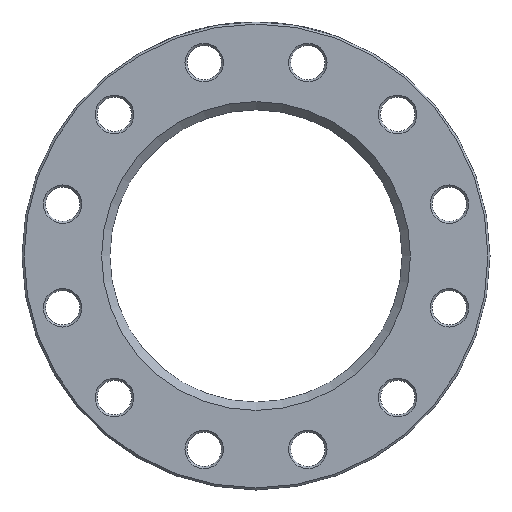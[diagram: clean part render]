
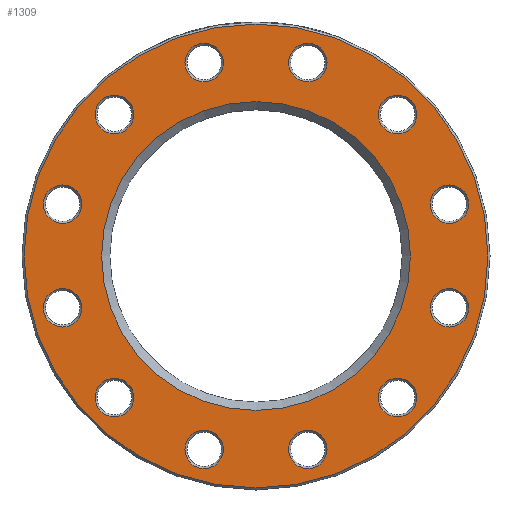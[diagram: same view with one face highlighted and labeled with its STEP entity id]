
A CAD part, left-side view. The second image highlights one B-rep face of the part: STEP entity #1309.
In plain terms, the highlighted planar face has unit normal (-1, 0, 0).
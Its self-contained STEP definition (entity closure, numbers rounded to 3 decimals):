
#7 = CARTESIAN_POINT ( 'NONE',  ( 0., 49.823, 167.441 ) ) ;
#97 = AXIS2_PLACEMENT_3D ( 'NONE', #2573, #3052, #1617 ) ;
#157 = FACE_BOUND ( 'NONE', #930, .T. ) ;
#188 = FACE_BOUND ( 'NONE', #4674, .T. ) ;
#213 = EDGE_CURVE ( 'NONE', #4428, #4428, #4415, .T. ) ;
#227 = EDGE_CURVE ( 'NONE', #5421, #5421, #5809, .T. ) ;
#241 = EDGE_LOOP ( 'NONE', ( #4526 ) ) ;
#256 = CIRCLE ( 'NONE', #1067, 18.5 ) ;
#262 = AXIS2_PLACEMENT_3D ( 'NONE', #838, #1214, #2759 ) ;
#282 = AXIS2_PLACEMENT_3D ( 'NONE', #4838, #2923, #553 ) ;
#320 = VERTEX_POINT ( 'NONE', #1170 ) ;
#324 = CIRCLE ( 'NONE', #3547, 18.5 ) ;
#374 = DIRECTION ( 'NONE',  ( 1., 0., 0. ) ) ;
#382 = VERTEX_POINT ( 'NONE', #883 ) ;
#406 = DIRECTION ( 'NONE',  ( 1., 0., 0. ) ) ;
#439 = DIRECTION ( 'NONE',  ( 0., 0., -1. ) ) ;
#524 = CIRCLE ( 'NONE', #2230, 18.5 ) ;
#553 = DIRECTION ( 'NONE',  ( 0., 0., -1. ) ) ;
#563 = AXIS2_PLACEMENT_3D ( 'NONE', #783, #4654, #6120 ) ;
#565 = FACE_BOUND ( 'NONE', #5394, .T. ) ;
#596 = AXIS2_PLACEMENT_3D ( 'NONE', #916, #2774, #1315 ) ;
#599 = FACE_BOUND ( 'NONE', #3778, .T. ) ;
#622 = CARTESIAN_POINT ( 'NONE',  ( 0., 136.118, -136.118 ) ) ;
#704 = CARTESIAN_POINT ( 'NONE',  ( 0., -49.823, 167.441 ) ) ;
#756 = DIRECTION ( 'NONE',  ( 1., 0., 0. ) ) ;
#762 = VERTEX_POINT ( 'NONE', #4095 ) ;
#783 = CARTESIAN_POINT ( 'NONE',  ( 0., -49.823, -185.941 ) ) ;
#823 = CARTESIAN_POINT ( 'NONE',  ( 0., 49.823, -204.441 ) ) ;
#838 = CARTESIAN_POINT ( 'NONE',  ( 0., 136.118, 136.118 ) ) ;
#850 = CARTESIAN_POINT ( 'NONE',  ( 0., 136.118, 117.618 ) ) ;
#873 = CARTESIAN_POINT ( 'NONE',  ( 0., -185.941, 49.823 ) ) ;
#883 = CARTESIAN_POINT ( 'NONE',  ( 0., 0., -148.5 ) ) ;
#916 = CARTESIAN_POINT ( 'NONE',  ( 0., 0., 0. ) ) ;
#917 = VERTEX_POINT ( 'NONE', #7 ) ;
#930 = EDGE_LOOP ( 'NONE', ( #2820 ) ) ;
#1020 = EDGE_LOOP ( 'NONE', ( #6143 ) ) ;
#1067 = AXIS2_PLACEMENT_3D ( 'NONE', #622, #2545, #439 ) ;
#1115 = CARTESIAN_POINT ( 'NONE',  ( 0., -185.941, -68.323 ) ) ;
#1127 = CARTESIAN_POINT ( 'NONE',  ( 0., -136.118, 136.118 ) ) ;
#1170 = CARTESIAN_POINT ( 'NONE',  ( 0., 136.118, -154.618 ) ) ;
#1190 = CIRCLE ( 'NONE', #5506, 18.5 ) ;
#1214 = DIRECTION ( 'NONE',  ( 1., 0., 0. ) ) ;
#1228 = CARTESIAN_POINT ( 'NONE',  ( 0., 185.941, -68.323 ) ) ;
#1259 = DIRECTION ( 'NONE',  ( 0., 0., -1. ) ) ;
#1309 = ADVANCED_FACE ( 'NONE', ( #5872, #2456, #4969, #4470, #2551, #599, #1596, #3932, #3029, #4503, #565, #157, #4847, #188 ), #2074, .F. ) ;
#1315 = DIRECTION ( 'NONE',  ( 0., 0., -1. ) ) ;
#1328 = EDGE_CURVE ( 'NONE', #6003, #6003, #1190, .T. ) ;
#1360 = AXIS2_PLACEMENT_3D ( 'NONE', #5568, #2653, #1259 ) ;
#1526 = CARTESIAN_POINT ( 'NONE',  ( 0., 49.823, -185.941 ) ) ;
#1580 = CARTESIAN_POINT ( 'NONE',  ( 0., 185.941, 31.323 ) ) ;
#1591 = EDGE_LOOP ( 'NONE', ( #2942 ) ) ;
#1594 = AXIS2_PLACEMENT_3D ( 'NONE', #1526, #5739, #2515 ) ;
#1596 = FACE_BOUND ( 'NONE', #1020, .T. ) ;
#1617 = DIRECTION ( 'NONE',  ( 0., 0., -1. ) ) ;
#1677 = DIRECTION ( 'NONE',  ( 1., 0., 0. ) ) ;
#1732 = VERTEX_POINT ( 'NONE', #3566 ) ;
#1775 = DIRECTION ( 'NONE',  ( 0., 0., -1. ) ) ;
#1854 = EDGE_CURVE ( 'NONE', #2146, #2146, #324, .T. ) ;
#2052 = DIRECTION ( 'NONE',  ( 0., 0., -1. ) ) ;
#2074 = PLANE ( 'NONE',  #3618 ) ;
#2093 = ORIENTED_EDGE ( 'NONE', *, *, #4437, .T. ) ;
#2113 = DIRECTION ( 'NONE',  ( 1., 0., 0. ) ) ;
#2146 = VERTEX_POINT ( 'NONE', #1228 ) ;
#2163 = EDGE_CURVE ( 'NONE', #762, #762, #2985, .T. ) ;
#2175 = EDGE_CURVE ( 'NONE', #1732, #1732, #5277, .T. ) ;
#2230 = AXIS2_PLACEMENT_3D ( 'NONE', #3200, #1677, #1775 ) ;
#2233 = CARTESIAN_POINT ( 'NONE',  ( 0., -185.941, -49.823 ) ) ;
#2284 = EDGE_LOOP ( 'NONE', ( #5078 ) ) ;
#2323 = DIRECTION ( 'NONE',  ( 0., 0., -1. ) ) ;
#2325 = EDGE_CURVE ( 'NONE', #320, #320, #256, .T. ) ;
#2456 = FACE_OUTER_BOUND ( 'NONE', #1591, .T. ) ;
#2515 = DIRECTION ( 'NONE',  ( 0., 0., -1. ) ) ;
#2545 = DIRECTION ( 'NONE',  ( 1., 0., 0. ) ) ;
#2551 = FACE_BOUND ( 'NONE', #4333, .T. ) ;
#2573 = CARTESIAN_POINT ( 'NONE',  ( 0., -49.823, 185.941 ) ) ;
#2651 = VERTEX_POINT ( 'NONE', #823 ) ;
#2653 = DIRECTION ( 'NONE',  ( -1., 0., 0. ) ) ;
#2689 = EDGE_LOOP ( 'NONE', ( #5024 ) ) ;
#2759 = DIRECTION ( 'NONE',  ( 0., 0., -1. ) ) ;
#2774 = DIRECTION ( 'NONE',  ( 1., 0., 0. ) ) ;
#2775 = VERTEX_POINT ( 'NONE', #2909 ) ;
#2787 = ORIENTED_EDGE ( 'NONE', *, *, #5648, .T. ) ;
#2798 = AXIS2_PLACEMENT_3D ( 'NONE', #2233, #756, #4120 ) ;
#2820 = ORIENTED_EDGE ( 'NONE', *, *, #2325, .T. ) ;
#2909 = CARTESIAN_POINT ( 'NONE',  ( 0., -136.118, -154.618 ) ) ;
#2923 = DIRECTION ( 'NONE',  ( 1., 0., 0. ) ) ;
#2942 = ORIENTED_EDGE ( 'NONE', *, *, #3145, .T. ) ;
#2985 = CIRCLE ( 'NONE', #563, 18.5 ) ;
#3029 = FACE_BOUND ( 'NONE', #2284, .T. ) ;
#3052 = DIRECTION ( 'NONE',  ( 1., 0., 0. ) ) ;
#3104 = VERTEX_POINT ( 'NONE', #5510 ) ;
#3145 = EDGE_CURVE ( 'NONE', #3104, #3104, #3187, .T. ) ;
#3187 = CIRCLE ( 'NONE', #1360, 223. ) ;
#3200 = CARTESIAN_POINT ( 'NONE',  ( 0., -136.118, -136.118 ) ) ;
#3210 = CIRCLE ( 'NONE', #1594, 18.5 ) ;
#3223 = CARTESIAN_POINT ( 'NONE',  ( 0., -136.118, 117.618 ) ) ;
#3463 = EDGE_CURVE ( 'NONE', #2651, #2651, #3210, .T. ) ;
#3478 = AXIS2_PLACEMENT_3D ( 'NONE', #873, #374, #2323 ) ;
#3547 = AXIS2_PLACEMENT_3D ( 'NONE', #4718, #406, #4176 ) ;
#3566 = CARTESIAN_POINT ( 'NONE',  ( 0., -185.941, 31.323 ) ) ;
#3575 = EDGE_CURVE ( 'NONE', #5097, #5097, #5015, .T. ) ;
#3618 = AXIS2_PLACEMENT_3D ( 'NONE', #3866, #5812, #3992 ) ;
#3634 = EDGE_LOOP ( 'NONE', ( #2787 ) ) ;
#3665 = ORIENTED_EDGE ( 'NONE', *, *, #4889, .T. ) ;
#3751 = ORIENTED_EDGE ( 'NONE', *, *, #3575, .T. ) ;
#3773 = CIRCLE ( 'NONE', #262, 18.5 ) ;
#3778 = EDGE_LOOP ( 'NONE', ( #5292 ) ) ;
#3808 = VERTEX_POINT ( 'NONE', #850 ) ;
#3866 = CARTESIAN_POINT ( 'NONE',  ( 0., 140.5, 0. ) ) ;
#3932 = FACE_BOUND ( 'NONE', #2689, .T. ) ;
#3988 = EDGE_LOOP ( 'NONE', ( #5288 ) ) ;
#3992 = DIRECTION ( 'NONE',  ( 0., 0., -1. ) ) ;
#4008 = CIRCLE ( 'NONE', #596, 148.5 ) ;
#4095 = CARTESIAN_POINT ( 'NONE',  ( 0., -49.823, -204.441 ) ) ;
#4120 = DIRECTION ( 'NONE',  ( 0., 0., -1. ) ) ;
#4176 = DIRECTION ( 'NONE',  ( 0., 0., -1. ) ) ;
#4200 = CIRCLE ( 'NONE', #282, 18.5 ) ;
#4333 = EDGE_LOOP ( 'NONE', ( #3751 ) ) ;
#4415 = CIRCLE ( 'NONE', #5504, 18.5 ) ;
#4428 = VERTEX_POINT ( 'NONE', #1580 ) ;
#4437 = EDGE_CURVE ( 'NONE', #3808, #3808, #3773, .T. ) ;
#4470 = FACE_BOUND ( 'NONE', #5076, .T. ) ;
#4503 = FACE_BOUND ( 'NONE', #3988, .T. ) ;
#4526 = ORIENTED_EDGE ( 'NONE', *, *, #1854, .T. ) ;
#4654 = DIRECTION ( 'NONE',  ( 1., 0., 0. ) ) ;
#4674 = EDGE_LOOP ( 'NONE', ( #5265 ) ) ;
#4718 = CARTESIAN_POINT ( 'NONE',  ( 0., 185.941, -49.823 ) ) ;
#4838 = CARTESIAN_POINT ( 'NONE',  ( 0., 49.823, 185.941 ) ) ;
#4847 = FACE_BOUND ( 'NONE', #241, .T. ) ;
#4889 = EDGE_CURVE ( 'NONE', #917, #917, #4200, .T. ) ;
#4939 = DIRECTION ( 'NONE',  ( 1., 0., 0. ) ) ;
#4969 = FACE_BOUND ( 'NONE', #5229, .T. ) ;
#4975 = CARTESIAN_POINT ( 'NONE',  ( 0., 185.941, 49.823 ) ) ;
#5015 = CIRCLE ( 'NONE', #97, 18.5 ) ;
#5024 = ORIENTED_EDGE ( 'NONE', *, *, #227, .T. ) ;
#5076 = EDGE_LOOP ( 'NONE', ( #3665 ) ) ;
#5078 = ORIENTED_EDGE ( 'NONE', *, *, #6008, .T. ) ;
#5097 = VERTEX_POINT ( 'NONE', #704 ) ;
#5229 = EDGE_LOOP ( 'NONE', ( #2093 ) ) ;
#5265 = ORIENTED_EDGE ( 'NONE', *, *, #213, .T. ) ;
#5277 = CIRCLE ( 'NONE', #3478, 18.5 ) ;
#5288 = ORIENTED_EDGE ( 'NONE', *, *, #2163, .T. ) ;
#5292 = ORIENTED_EDGE ( 'NONE', *, *, #1328, .T. ) ;
#5394 = EDGE_LOOP ( 'NONE', ( #6101 ) ) ;
#5421 = VERTEX_POINT ( 'NONE', #1115 ) ;
#5504 = AXIS2_PLACEMENT_3D ( 'NONE', #4975, #2113, #2052 ) ;
#5506 = AXIS2_PLACEMENT_3D ( 'NONE', #1127, #4939, #5843 ) ;
#5510 = CARTESIAN_POINT ( 'NONE',  ( 0., 0., -223. ) ) ;
#5568 = CARTESIAN_POINT ( 'NONE',  ( 0., 0., 0. ) ) ;
#5648 = EDGE_CURVE ( 'NONE', #382, #382, #4008, .T. ) ;
#5739 = DIRECTION ( 'NONE',  ( 1., 0., 0. ) ) ;
#5809 = CIRCLE ( 'NONE', #2798, 18.5 ) ;
#5812 = DIRECTION ( 'NONE',  ( 1., 0., 0. ) ) ;
#5843 = DIRECTION ( 'NONE',  ( 0., 0., -1. ) ) ;
#5872 = FACE_BOUND ( 'NONE', #3634, .T. ) ;
#6003 = VERTEX_POINT ( 'NONE', #3223 ) ;
#6008 = EDGE_CURVE ( 'NONE', #2775, #2775, #524, .T. ) ;
#6101 = ORIENTED_EDGE ( 'NONE', *, *, #3463, .T. ) ;
#6120 = DIRECTION ( 'NONE',  ( 0., 0., -1. ) ) ;
#6143 = ORIENTED_EDGE ( 'NONE', *, *, #2175, .T. ) ;
